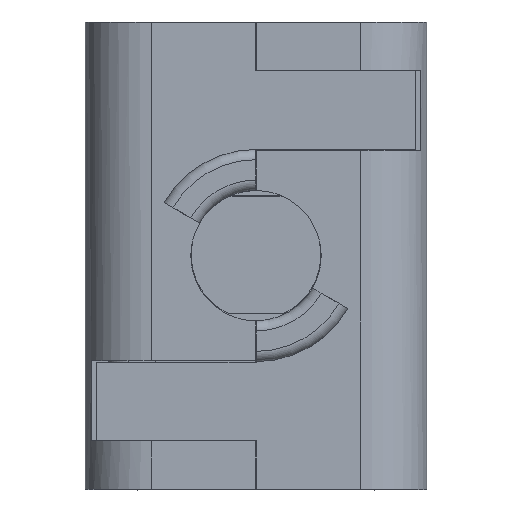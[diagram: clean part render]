
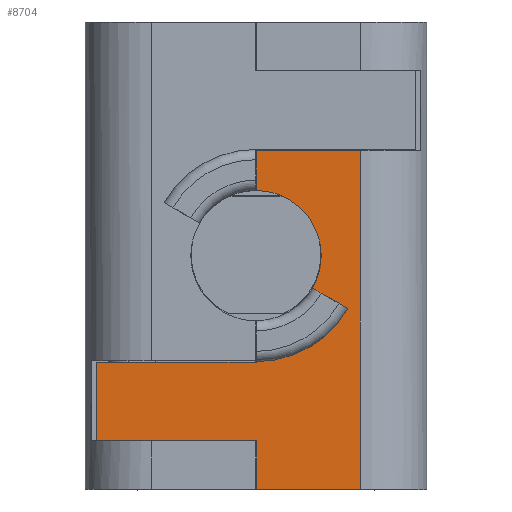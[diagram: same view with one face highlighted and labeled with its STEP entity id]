
A CAD part, top view. The second image highlights one B-rep face of the part: STEP entity #8704.
In plain terms, the highlighted face is planar.
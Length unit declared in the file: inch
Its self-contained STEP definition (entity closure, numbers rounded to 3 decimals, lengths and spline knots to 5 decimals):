
#2102 = DIRECTION ( 'NONE',  ( 0., 0., -1. ) ) ;
#2107 = CARTESIAN_POINT ( 'NONE',  ( -0.3115, -0.245, -0.208 ) ) ;
#2108 = CARTESIAN_POINT ( 'NONE',  ( -0.3115, -0.245, -0.362 ) ) ;
#2109 = CARTESIAN_POINT ( 'NONE',  ( 0., -0.245, 0.457 ) ) ;
#2110 = CARTESIAN_POINT ( 'NONE',  ( 0., -0.245, 0. ) ) ;
#2111 = DIRECTION ( 'NONE',  ( 0., -1., 0. ) ) ;
#2112 = DIRECTION ( 'NONE',  ( 0., 0., -1. ) ) ;
#2113 = CARTESIAN_POINT ( 'NONE',  ( -0.3115, -0.245, -0.362 ) ) ;
#2114 = DIRECTION ( 'NONE',  ( 1., 0., 0. ) ) ;
#2115 = CARTESIAN_POINT ( 'NONE',  ( 0.914, -0.245, 0.2055 ) ) ;
#2116 = DIRECTION ( 'NONE',  ( 0., 0., 1. ) ) ;
#2117 = DIRECTION ( 'NONE',  ( 1., 0., 0. ) ) ;
#2118 = CARTESIAN_POINT ( 'NONE',  ( 0., -0.245, 0.457 ) ) ;
#2119 = DIRECTION ( 'NONE',  ( 0., 0., -1. ) ) ;
#2120 = CARTESIAN_POINT ( 'NONE',  ( 0., -0.245, -0.457 ) ) ;
#2121 = DIRECTION ( 'NONE',  ( 1., 0., 0. ) ) ;
#2122 = CARTESIAN_POINT ( 'NONE',  ( 0.204, -0.245, 0.457 ) ) ;
#2123 = DIRECTION ( 'NONE',  ( -0.866, 0., 0.5 ) ) ;
#2124 = DIRECTION ( 'NONE',  ( 0., 0., -1. ) ) ;
#2125 = DIRECTION ( 'NONE',  ( -1., 0., 0. ) ) ;
#2126 = CARTESIAN_POINT ( 'NONE',  ( 0., -0.245, 0.457 ) ) ;
#2127 = DIRECTION ( 'NONE',  ( 0., 0., -1. ) ) ;
#2130 = CARTESIAN_POINT ( 'NONE',  ( 0.11042, -0.245, -0.06375 ) ) ;
#2131 = CARTESIAN_POINT ( 'NONE',  ( 0., -0.245, 0. ) ) ;
#2132 = DIRECTION ( 'NONE',  ( 0., -1., 0. ) ) ;
#2133 = DIRECTION ( 'NONE',  ( 0., 0., -1. ) ) ;
#3658 = LINE ( 'NONE', #2109, #3670 ) ;
#3664 = CIRCLE ( 'NONE', #26906, 0.1675 ) ;
#3667 = LINE ( 'NONE', #2107, #3673 ) ;
#3668 = LINE ( 'NONE', #2108, #3676 ) ;
#3670 = VECTOR ( 'NONE', #2102, 39.37008 ) ;
#3671 = LINE ( 'NONE', #2113, #3679 ) ;
#3673 = VECTOR ( 'NONE', #2114, 39.37008 ) ;
#3675 = LINE ( 'NONE', #2115, #3690 ) ;
#3676 = VECTOR ( 'NONE', #2116, 39.37008 ) ;
#3677 = LINE ( 'NONE', #2118, #3681 ) ;
#3679 = VECTOR ( 'NONE', #2117, 39.37008 ) ;
#3680 = LINE ( 'NONE', #2120, #3684 ) ;
#3681 = VECTOR ( 'NONE', #2119, 39.37008 ) ;
#3683 = LINE ( 'NONE', #2122, #3687 ) ;
#3684 = VECTOR ( 'NONE', #2121, 39.37008 ) ;
#3686 = LINE ( 'NONE', #2130, #3698 ) ;
#3687 = VECTOR ( 'NONE', #2124, 39.37008 ) ;
#3689 = LINE ( 'NONE', #2126, #3693 ) ;
#3690 = VECTOR ( 'NONE', #2125, 39.37008 ) ;
#3691 = CIRCLE ( 'NONE', #26907, 0.1275 ) ;
#3693 = VECTOR ( 'NONE', #2127, 39.37008 ) ;
#3698 = VECTOR ( 'NONE', #2123, 39.37008 ) ;
#8704 = ADVANCED_FACE ( 'NONE', ( #11292 ), #20651, .F. ) ;
#11292 = FACE_OUTER_BOUND ( 'NONE', #17009, .T. ) ;
#14975 = EDGE_CURVE ( 'NONE', #18705, #18699, #3664, .T. ) ;
#14976 = EDGE_CURVE ( 'NONE', #18705, #18707, #3658, .T. ) ;
#14977 = EDGE_CURVE ( 'NONE', #18706, #18707, #3667, .T. ) ;
#14978 = EDGE_CURVE ( 'NONE', #18703, #18706, #3668, .T. ) ;
#14979 = EDGE_CURVE ( 'NONE', #18703, #18710, #3671, .T. ) ;
#14980 = EDGE_CURVE ( 'NONE', #18710, #18711, #3677, .T. ) ;
#14981 = EDGE_CURVE ( 'NONE', #18711, #18712, #3680, .T. ) ;
#14982 = EDGE_CURVE ( 'NONE', #18709, #18712, #3683, .T. ) ;
#14983 = EDGE_CURVE ( 'NONE', #18709, #18714, #3675, .T. ) ;
#14984 = EDGE_CURVE ( 'NONE', #18714, #18715, #3689, .T. ) ;
#14985 = EDGE_CURVE ( 'NONE', #18708, #18715, #3691, .T. ) ;
#14986 = EDGE_CURVE ( 'NONE', #18699, #18708, #3686, .T. ) ;
#17009 = EDGE_LOOP ( 'NONE', ( #26468, #26475, #26470, #26403, #26447, #26467, #26407, #26392, #26490, #26404, #26450, #26433 ) ) ;
#18699 = VERTEX_POINT ( 'NONE', #25159 ) ;
#18703 = VERTEX_POINT ( 'NONE', #25163 ) ;
#18705 = VERTEX_POINT ( 'NONE', #25165 ) ;
#18706 = VERTEX_POINT ( 'NONE', #25166 ) ;
#18707 = VERTEX_POINT ( 'NONE', #25167 ) ;
#18708 = VERTEX_POINT ( 'NONE', #25168 ) ;
#18709 = VERTEX_POINT ( 'NONE', #25169 ) ;
#18710 = VERTEX_POINT ( 'NONE', #25170 ) ;
#18711 = VERTEX_POINT ( 'NONE', #25171 ) ;
#18712 = VERTEX_POINT ( 'NONE', #25172 ) ;
#18714 = VERTEX_POINT ( 'NONE', #25174 ) ;
#18715 = VERTEX_POINT ( 'NONE', #25175 ) ;
#20647 = CARTESIAN_POINT ( 'NONE',  ( 0., -0.245, 0.457 ) ) ;
#20651 = PLANE ( 'NONE',  #26676 ) ;
#20653 = DIRECTION ( 'NONE',  ( 0., 1., 0. ) ) ;
#20654 = DIRECTION ( 'NONE',  ( 0., 0., 1. ) ) ;
#25159 = CARTESIAN_POINT ( 'NONE',  ( 0.14506, -0.245, -0.08375 ) ) ;
#25163 = CARTESIAN_POINT ( 'NONE',  ( -0.3115, -0.245, -0.362 ) ) ;
#25165 = CARTESIAN_POINT ( 'NONE',  ( 0., -0.245, -0.1675 ) ) ;
#25166 = CARTESIAN_POINT ( 'NONE',  ( -0.3115, -0.245, -0.208 ) ) ;
#25167 = CARTESIAN_POINT ( 'NONE',  ( 0., -0.245, -0.208 ) ) ;
#25168 = CARTESIAN_POINT ( 'NONE',  ( 0.11042, -0.245, -0.06375 ) ) ;
#25169 = CARTESIAN_POINT ( 'NONE',  ( 0.204, -0.245, 0.2055 ) ) ;
#25170 = CARTESIAN_POINT ( 'NONE',  ( 0., -0.245, -0.362 ) ) ;
#25171 = CARTESIAN_POINT ( 'NONE',  ( 0., -0.245, -0.457 ) ) ;
#25172 = CARTESIAN_POINT ( 'NONE',  ( 0.204, -0.245, -0.457 ) ) ;
#25174 = CARTESIAN_POINT ( 'NONE',  ( 0., -0.245, 0.2055 ) ) ;
#25175 = CARTESIAN_POINT ( 'NONE',  ( 0., -0.245, 0.1275 ) ) ;
#26392 = ORIENTED_EDGE ( 'NONE', *, *, #14982, .F. ) ;
#26403 = ORIENTED_EDGE ( 'NONE', *, *, #14978, .F. ) ;
#26404 = ORIENTED_EDGE ( 'NONE', *, *, #14984, .T. ) ;
#26407 = ORIENTED_EDGE ( 'NONE', *, *, #14981, .T. ) ;
#26433 = ORIENTED_EDGE ( 'NONE', *, *, #14986, .F. ) ;
#26447 = ORIENTED_EDGE ( 'NONE', *, *, #14979, .T. ) ;
#26450 = ORIENTED_EDGE ( 'NONE', *, *, #14985, .F. ) ;
#26467 = ORIENTED_EDGE ( 'NONE', *, *, #14980, .T. ) ;
#26468 = ORIENTED_EDGE ( 'NONE', *, *, #14975, .F. ) ;
#26470 = ORIENTED_EDGE ( 'NONE', *, *, #14977, .F. ) ;
#26475 = ORIENTED_EDGE ( 'NONE', *, *, #14976, .T. ) ;
#26490 = ORIENTED_EDGE ( 'NONE', *, *, #14983, .T. ) ;
#26676 = AXIS2_PLACEMENT_3D ( 'NONE', #20647, #20653, #20654 ) ;
#26906 = AXIS2_PLACEMENT_3D ( 'NONE', #2110, #2111, #2112 ) ;
#26907 = AXIS2_PLACEMENT_3D ( 'NONE', #2131, #2132, #2133 ) ;
